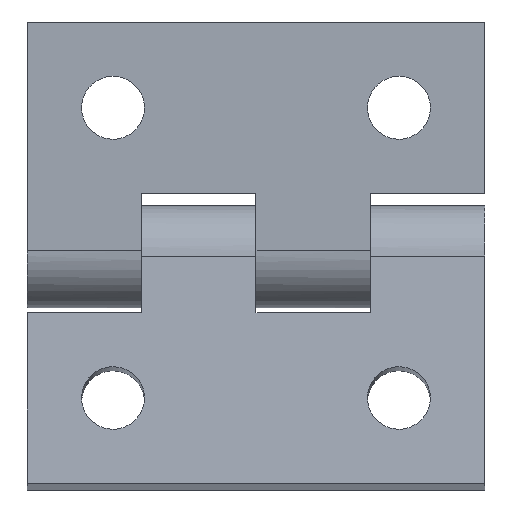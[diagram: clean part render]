
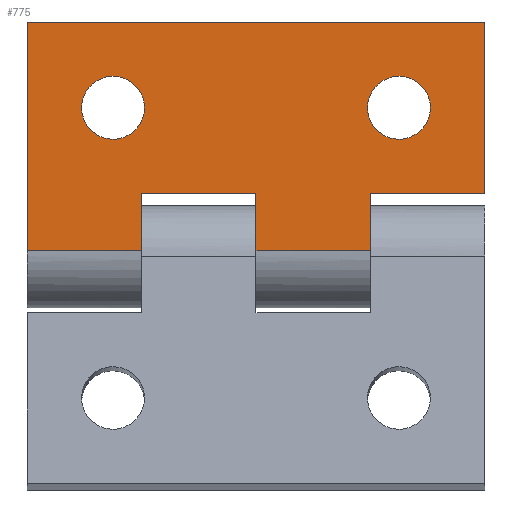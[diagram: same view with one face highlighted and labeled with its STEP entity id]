
A CAD part, front view. The second image highlights one B-rep face of the part: STEP entity #775.
In plain terms, the highlighted free-form (B-spline) face has degree [1, 1] with [2, 2] control points.
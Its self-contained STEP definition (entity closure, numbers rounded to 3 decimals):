
#214 = VERTEX_POINT('',#215);
#215 = CARTESIAN_POINT('',(14.317,-12.554,
    16.377));
#222 = VERTEX_POINT('',#223);
#223 = CARTESIAN_POINT('',(14.317,-12.554,
    8.984));
#228 = EDGE_CURVE('',#222,#214,#229,.T.);
#229 = ( BOUNDED_CURVE() B_SPLINE_CURVE(2,(#230,#231,#232,#233,#234),
.UNSPECIFIED.,.F.,.F.) B_SPLINE_CURVE_WITH_KNOTS((3,2,3),(3.142,
4.712,6.283),.PIECEWISE_BEZIER_KNOTS.) CURVE() 
GEOMETRIC_REPRESENTATION_ITEM() RATIONAL_B_SPLINE_CURVE((1.,
0.707,1.,0.707,1.)) REPRESENTATION_ITEM('') );
#230 = CARTESIAN_POINT('',(14.317,-12.554,
    8.984));
#231 = CARTESIAN_POINT('',(10.62,-12.554,
    8.984));
#232 = CARTESIAN_POINT('',(10.62,-12.554,
    12.681));
#233 = CARTESIAN_POINT('',(10.62,-12.554,
    16.377));
#234 = CARTESIAN_POINT('',(14.317,-12.554,
    16.377));
#251 = VERTEX_POINT('',#252);
#252 = CARTESIAN_POINT('',(-19.289,-12.554,
    16.377));
#259 = VERTEX_POINT('',#260);
#260 = CARTESIAN_POINT('',(-19.289,-12.554,8.984
    ));
#265 = EDGE_CURVE('',#259,#251,#266,.T.);
#266 = ( BOUNDED_CURVE() B_SPLINE_CURVE(2,(#267,#268,#269,#270,#271),
.UNSPECIFIED.,.F.,.F.) B_SPLINE_CURVE_WITH_KNOTS((3,2,3),(0.,
1.571,3.142),.PIECEWISE_BEZIER_KNOTS.) CURVE() 
GEOMETRIC_REPRESENTATION_ITEM() RATIONAL_B_SPLINE_CURVE((1.,
0.707,1.,0.707,1.)) REPRESENTATION_ITEM('') );
#267 = CARTESIAN_POINT('',(-19.289,-12.554,8.984
    ));
#268 = CARTESIAN_POINT('',(-22.985,-12.554,
    8.984));
#269 = CARTESIAN_POINT('',(-22.985,-12.554,
    12.681));
#270 = CARTESIAN_POINT('',(-22.985,-12.554,
    16.377));
#271 = CARTESIAN_POINT('',(-19.289,-12.554,
    16.377));
#441 = VERTEX_POINT('',#442);
#442 = CARTESIAN_POINT('',(-2.486,-12.554,
    -4.122));
#448 = EDGE_CURVE('',#449,#441,#451,.T.);
#449 = VERTEX_POINT('',#450);
#450 = CARTESIAN_POINT('',(-2.486,-12.554,2.599
    ));
#451 = B_SPLINE_CURVE_WITH_KNOTS('',1,(#452,#453),.UNSPECIFIED.,.F.,.F.,
  (2,2),(2.5,7.5),.PIECEWISE_BEZIER_KNOTS.);
#452 = CARTESIAN_POINT('',(-2.486,-12.554,2.599
    ));
#453 = CARTESIAN_POINT('',(-2.486,-12.554,
    -4.122));
#468 = EDGE_CURVE('',#469,#449,#471,.T.);
#469 = VERTEX_POINT('',#470);
#470 = CARTESIAN_POINT('',(-15.928,-12.554,
    2.599));
#471 = B_SPLINE_CURVE_WITH_KNOTS('',1,(#472,#473),.UNSPECIFIED.,.F.,.F.,
  (2,2),(-10.,0.),.PIECEWISE_BEZIER_KNOTS.);
#472 = CARTESIAN_POINT('',(-15.928,-12.554,
    2.599));
#473 = CARTESIAN_POINT('',(-2.486,-12.554,2.599
    ));
#537 = EDGE_CURVE('',#538,#469,#540,.T.);
#538 = VERTEX_POINT('',#539);
#539 = CARTESIAN_POINT('',(-15.928,-12.554,
    -4.122));
#540 = B_SPLINE_CURVE_WITH_KNOTS('',1,(#541,#542),.UNSPECIFIED.,.F.,.F.,
  (2,2),(-7.5,-2.5),.PIECEWISE_BEZIER_KNOTS.);
#541 = CARTESIAN_POINT('',(-15.928,-12.554,
    -4.122));
#542 = CARTESIAN_POINT('',(-15.928,-12.554,
    2.599));
#613 = VERTEX_POINT('',#614);
#614 = CARTESIAN_POINT('',(-29.37,-12.554,
    -4.122));
#620 = EDGE_CURVE('',#621,#613,#623,.T.);
#621 = VERTEX_POINT('',#622);
#622 = CARTESIAN_POINT('',(-29.37,-12.554,
    22.762));
#623 = B_SPLINE_CURVE_WITH_KNOTS('',1,(#624,#625),.UNSPECIFIED.,.F.,.F.,
  (2,2),(-12.5,7.5),.PIECEWISE_BEZIER_KNOTS.);
#624 = CARTESIAN_POINT('',(-29.37,-12.554,
    22.762));
#625 = CARTESIAN_POINT('',(-29.37,-12.554,
    -4.122));
#653 = EDGE_CURVE('',#621,#654,#656,.T.);
#654 = VERTEX_POINT('',#655);
#655 = CARTESIAN_POINT('',(24.398,-12.554,
    22.762));
#656 = B_SPLINE_CURVE_WITH_KNOTS('',1,(#657,#658),.UNSPECIFIED.,.F.,.F.,
  (2,2),(-20.,20.),.PIECEWISE_BEZIER_KNOTS.);
#657 = CARTESIAN_POINT('',(-29.37,-12.554,
    22.762));
#658 = CARTESIAN_POINT('',(24.398,-12.554,
    22.762));
#675 = EDGE_CURVE('',#654,#676,#678,.T.);
#676 = VERTEX_POINT('',#677);
#677 = CARTESIAN_POINT('',(24.398,-12.554,
    2.599));
#678 = B_SPLINE_CURVE_WITH_KNOTS('',1,(#679,#680),.UNSPECIFIED.,.F.,.F.,
  (2,2),(-12.5,2.5),.PIECEWISE_BEZIER_KNOTS.);
#679 = CARTESIAN_POINT('',(24.398,-12.554,
    22.762));
#680 = CARTESIAN_POINT('',(24.398,-12.554,
    2.599));
#697 = EDGE_CURVE('',#698,#676,#700,.T.);
#698 = VERTEX_POINT('',#699);
#699 = CARTESIAN_POINT('',(10.956,-12.554,
    2.599));
#700 = B_SPLINE_CURVE_WITH_KNOTS('',1,(#701,#702),.UNSPECIFIED.,.F.,.F.,
  (2,2),(10.,20.),.PIECEWISE_BEZIER_KNOTS.);
#701 = CARTESIAN_POINT('',(10.956,-12.554,
    2.599));
#702 = CARTESIAN_POINT('',(24.398,-12.554,
    2.599));
#752 = EDGE_CURVE('',#753,#698,#755,.T.);
#753 = VERTEX_POINT('',#754);
#754 = CARTESIAN_POINT('',(10.956,-12.554,
    -4.122));
#755 = B_SPLINE_CURVE_WITH_KNOTS('',1,(#756,#757),.UNSPECIFIED.,.F.,.F.,
  (2,2),(-7.5,-2.5),.PIECEWISE_BEZIER_KNOTS.);
#756 = CARTESIAN_POINT('',(10.956,-12.554,
    -4.122));
#757 = CARTESIAN_POINT('',(10.956,-12.554,
    2.599));
#775 = ADVANCED_FACE('',(#776,#787,#798),#818,.F.);
#776 = FACE_BOUND('',#777,.T.);
#777 = EDGE_LOOP('',(#778,#786));
#778 = ORIENTED_EDGE('',*,*,#779,.T.);
#779 = EDGE_CURVE('',#214,#222,#780,.T.);
#780 = ( BOUNDED_CURVE() B_SPLINE_CURVE(2,(#781,#782,#783,#784,#785),
.UNSPECIFIED.,.F.,.F.) B_SPLINE_CURVE_WITH_KNOTS((3,2,3),(0.,
1.571,3.142),.PIECEWISE_BEZIER_KNOTS.) CURVE() 
GEOMETRIC_REPRESENTATION_ITEM() RATIONAL_B_SPLINE_CURVE((1.,
0.707,1.,0.707,1.)) REPRESENTATION_ITEM('') );
#781 = CARTESIAN_POINT('',(14.317,-12.554,
    16.377));
#782 = CARTESIAN_POINT('',(18.013,-12.554,
    16.377));
#783 = CARTESIAN_POINT('',(18.013,-12.554,
    12.681));
#784 = CARTESIAN_POINT('',(18.013,-12.554,
    8.984));
#785 = CARTESIAN_POINT('',(14.317,-12.554,
    8.984));
#786 = ORIENTED_EDGE('',*,*,#228,.T.);
#787 = FACE_BOUND('',#788,.T.);
#788 = EDGE_LOOP('',(#789,#797));
#789 = ORIENTED_EDGE('',*,*,#790,.T.);
#790 = EDGE_CURVE('',#251,#259,#791,.T.);
#791 = ( BOUNDED_CURVE() B_SPLINE_CURVE(2,(#792,#793,#794,#795,#796),
.UNSPECIFIED.,.F.,.F.) B_SPLINE_CURVE_WITH_KNOTS((3,2,3),(3.142,
4.712,6.283),.PIECEWISE_BEZIER_KNOTS.) CURVE() 
GEOMETRIC_REPRESENTATION_ITEM() RATIONAL_B_SPLINE_CURVE((1.,
0.707,1.,0.707,1.)) REPRESENTATION_ITEM('') );
#792 = CARTESIAN_POINT('',(-19.289,-12.554,
    16.377));
#793 = CARTESIAN_POINT('',(-15.592,-12.554,
    16.377));
#794 = CARTESIAN_POINT('',(-15.592,-12.554,
    12.681));
#795 = CARTESIAN_POINT('',(-15.592,-12.554,8.984
    ));
#796 = CARTESIAN_POINT('',(-19.289,-12.554,8.984
    ));
#797 = ORIENTED_EDGE('',*,*,#265,.T.);
#798 = FACE_BOUND('',#799,.T.);
#799 = EDGE_LOOP('',(#800,#801,#806,#807,#808,#809,#814,#815,#816,#817)
  );
#800 = ORIENTED_EDGE('',*,*,#620,.T.);
#801 = ORIENTED_EDGE('',*,*,#802,.T.);
#802 = EDGE_CURVE('',#613,#538,#803,.T.);
#803 = B_SPLINE_CURVE_WITH_KNOTS('',1,(#804,#805),.UNSPECIFIED.,.F.,.F.,
  (2,2),(-10.,0.),.PIECEWISE_BEZIER_KNOTS.);
#804 = CARTESIAN_POINT('',(-29.37,-12.554,
    -4.122));
#805 = CARTESIAN_POINT('',(-15.928,-12.554,
    -4.122));
#806 = ORIENTED_EDGE('',*,*,#537,.T.);
#807 = ORIENTED_EDGE('',*,*,#468,.T.);
#808 = ORIENTED_EDGE('',*,*,#448,.T.);
#809 = ORIENTED_EDGE('',*,*,#810,.T.);
#810 = EDGE_CURVE('',#441,#753,#811,.T.);
#811 = B_SPLINE_CURVE_WITH_KNOTS('',1,(#812,#813),.UNSPECIFIED.,.F.,.F.,
  (2,2),(-10.,0.),.PIECEWISE_BEZIER_KNOTS.);
#812 = CARTESIAN_POINT('',(-2.486,-12.554,
    -4.122));
#813 = CARTESIAN_POINT('',(10.956,-12.554,
    -4.122));
#814 = ORIENTED_EDGE('',*,*,#752,.T.);
#815 = ORIENTED_EDGE('',*,*,#697,.T.);
#816 = ORIENTED_EDGE('',*,*,#675,.F.);
#817 = ORIENTED_EDGE('',*,*,#653,.F.);
#818 = B_SPLINE_SURFACE_WITH_KNOTS('',1,1,(
    (#819,#820)
    ,(#821,#822
    )),.UNSPECIFIED.,.F.,.F.,.F.,(2,2),(2,2),(-7.5,12.5),(-20.,20.),
  .PIECEWISE_BEZIER_KNOTS.);
#819 = CARTESIAN_POINT('',(-29.37,-12.554,
    -4.122));
#820 = CARTESIAN_POINT('',(24.398,-12.554,
    -4.122));
#821 = CARTESIAN_POINT('',(-29.37,-12.554,
    22.762));
#822 = CARTESIAN_POINT('',(24.398,-12.554,
    22.762));
